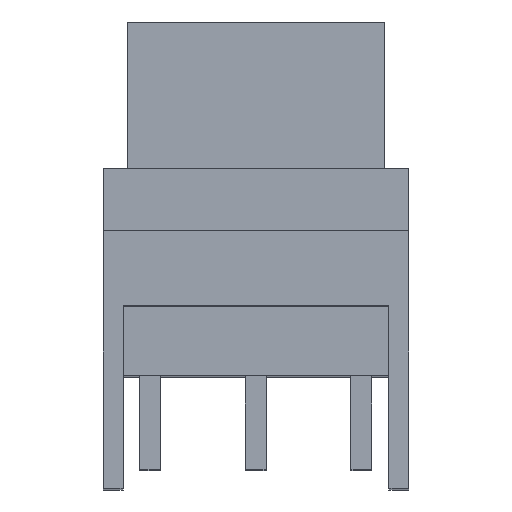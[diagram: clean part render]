
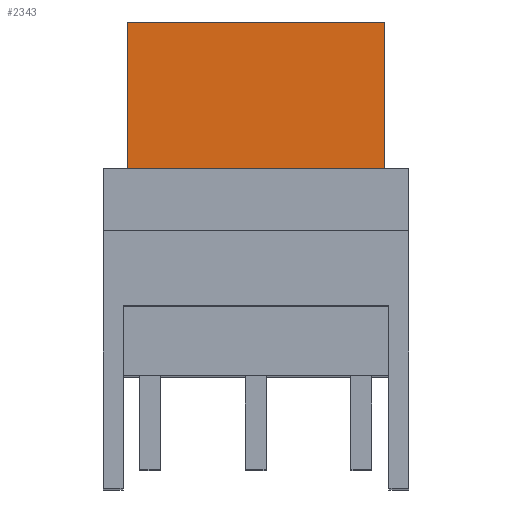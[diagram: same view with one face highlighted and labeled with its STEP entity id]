
A CAD part, top view. The second image highlights one B-rep face of the part: STEP entity #2343.
In plain terms, the highlighted planar face has unit normal (0, 0, 1).
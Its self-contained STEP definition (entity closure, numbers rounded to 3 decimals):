
#2343=ADVANCED_FACE('',(#3074),#2709,.T.);
#2709=PLANE('',#9379);
#3074=FACE_OUTER_BOUND('',#3435,.T.);
#3435=EDGE_LOOP('',(#4905,#4906,#4907,#4908));
#4905=ORIENTED_EDGE('',*,*,#7028,.F.);
#4906=ORIENTED_EDGE('',*,*,#7029,.F.);
#4907=ORIENTED_EDGE('',*,*,#7030,.F.);
#4908=ORIENTED_EDGE('',*,*,#7031,.F.);
#6098=VERTEX_POINT('',#12923);
#6099=VERTEX_POINT('',#12924);
#6100=VERTEX_POINT('',#12926);
#6101=VERTEX_POINT('',#12928);
#7028=EDGE_CURVE('',#6098,#6099,#7990,.T.);
#7029=EDGE_CURVE('',#6100,#6098,#7991,.T.);
#7030=EDGE_CURVE('',#6101,#6100,#7992,.T.);
#7031=EDGE_CURVE('',#6099,#6101,#7993,.T.);
#7990=LINE('',#12922,#8952);
#7991=LINE('',#12925,#8953);
#7992=LINE('',#12927,#8954);
#7993=LINE('',#12929,#8955);
#8952=VECTOR('',#10961,1.);
#8953=VECTOR('',#10962,1.);
#8954=VECTOR('',#10963,1.);
#8955=VECTOR('',#10964,1.);
#9379=AXIS2_PLACEMENT_3D('',#12930,#10965,#10966);
#10961=DIRECTION('',(-1.,0.,0.));
#10962=DIRECTION('',(0.,-1.,0.));
#10963=DIRECTION('',(1.,0.,0.));
#10964=DIRECTION('',(0.,1.,0.));
#10965=DIRECTION('',(0.,0.,1.));
#10966=DIRECTION('',(1.,0.,0.));
#12922=CARTESIAN_POINT('',(12.37,-7.03,84.83));
#12923=CARTESIAN_POINT('',(12.37,-7.03,84.83));
#12924=CARTESIAN_POINT('',(0.,-7.03,84.83));
#12925=CARTESIAN_POINT('',(12.37,0.,84.83));
#12926=CARTESIAN_POINT('',(12.37,0.,84.83));
#12927=CARTESIAN_POINT('',(0.,0.,84.83));
#12928=CARTESIAN_POINT('',(0.,0.,84.83));
#12929=CARTESIAN_POINT('',(0.,-7.03,84.83));
#12930=CARTESIAN_POINT('',(-1.889,-23.552,84.83));
